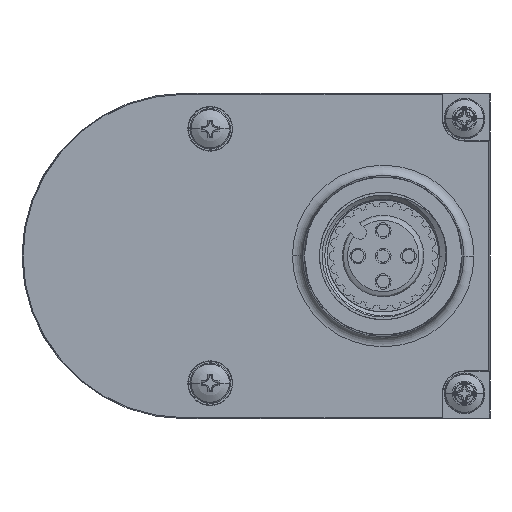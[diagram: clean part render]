
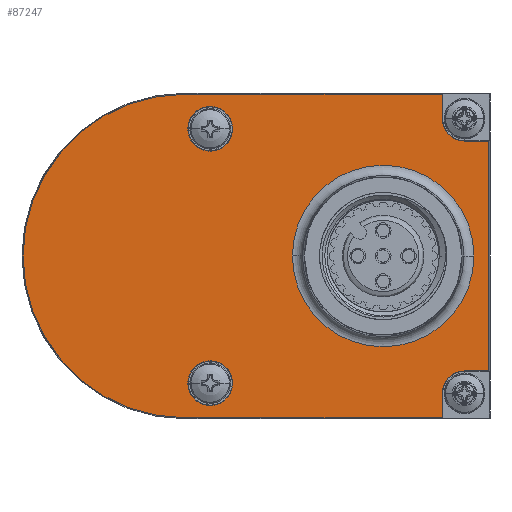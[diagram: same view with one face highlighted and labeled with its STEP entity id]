
A CAD part, left-side view. The second image highlights one B-rep face of the part: STEP entity #87247.
In plain terms, the highlighted planar face has unit normal (-1, 0, 0).
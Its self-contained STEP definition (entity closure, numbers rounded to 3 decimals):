
#15857=CARTESIAN_POINT('',(-290.,30.,0.));
#15858=DIRECTION('',(-1.,0.,0.));
#15859=DIRECTION('',(0.,0.,1.));
#15860=AXIS2_PLACEMENT_3D('',#15857,#15858,#15859);
#15862=DIRECTION('',(0.,1.,0.));
#15863=VECTOR('',#15862,25.3);
#15864=CARTESIAN_POINT('',(-290.,4.7,15.895));
#15865=LINE('',#15864,#15863);
#15866=DIRECTION('',(0.,0.,-1.));
#15867=VECTOR('',#15866,2.395);
#15868=CARTESIAN_POINT('',(-290.,4.7,15.895));
#15869=LINE('',#15868,#15867);
#15870=CARTESIAN_POINT('',(-290.,2.5,13.5));
#15871=DIRECTION('',(-1.,0.,0.));
#15872=DIRECTION('',(0.,1.,0.));
#15873=AXIS2_PLACEMENT_3D('',#15870,#15871,#15872);
#15875=DIRECTION('',(0.,1.,0.));
#15876=VECTOR('',#15875,2.395);
#15877=CARTESIAN_POINT('',(-290.,0.105,11.3));
#15878=LINE('',#15877,#15876);
#15879=DIRECTION('',(0.,0.,1.));
#15880=VECTOR('',#15879,22.6);
#15881=CARTESIAN_POINT('',(-290.,0.105,-11.3));
#15882=LINE('',#15881,#15880);
#15883=DIRECTION('',(0.,1.,0.));
#15884=VECTOR('',#15883,2.395);
#15885=CARTESIAN_POINT('',(-290.,0.105,-11.3));
#15886=LINE('',#15885,#15884);
#15887=CARTESIAN_POINT('',(-290.,2.5,-13.5));
#15888=DIRECTION('',(-1.,0.,0.));
#15889=DIRECTION('',(0.,0.,1.));
#15890=AXIS2_PLACEMENT_3D('',#15887,#15888,#15889);
#15892=DIRECTION('',(0.,0.,1.));
#15893=VECTOR('',#15892,2.395);
#15894=CARTESIAN_POINT('',(-290.,4.7,-15.895));
#15895=LINE('',#15894,#15893);
#15896=DIRECTION('',(0.,1.,0.));
#15897=VECTOR('',#15896,25.3);
#15898=CARTESIAN_POINT('',(-290.,4.7,-15.895));
#15899=LINE('',#15898,#15897);
#15900=CARTESIAN_POINT('',(-290.,27.5,12.5));
#15901=DIRECTION('',(-1.,0.,0.));
#15902=DIRECTION('',(0.,0.,1.));
#15903=AXIS2_PLACEMENT_3D('',#15900,#15901,#15902);
#15905=CARTESIAN_POINT('',(-290.,27.5,12.5));
#15906=DIRECTION('',(-1.,0.,0.));
#15907=DIRECTION('',(0.,0.,-1.));
#15908=AXIS2_PLACEMENT_3D('',#15905,#15906,#15907);
#15910=CARTESIAN_POINT('',(-290.,27.5,-12.5));
#15911=DIRECTION('',(-1.,0.,0.));
#15912=DIRECTION('',(0.,0.,1.));
#15913=AXIS2_PLACEMENT_3D('',#15910,#15911,#15912);
#15915=CARTESIAN_POINT('',(-290.,27.5,-12.5));
#15916=DIRECTION('',(-1.,0.,0.));
#15917=DIRECTION('',(0.,0.,-1.));
#15918=AXIS2_PLACEMENT_3D('',#15915,#15916,#15917);
#15920=CARTESIAN_POINT('',(-290.,10.5,0.));
#15921=DIRECTION('',(-1.,0.,0.));
#15922=DIRECTION('',(0.,1.,0.));
#15923=AXIS2_PLACEMENT_3D('',#15920,#15921,#15922);
#15925=CARTESIAN_POINT('',(-290.,10.5,0.));
#15926=DIRECTION('',(-1.,0.,0.));
#15927=DIRECTION('',(0.,-1.,0.));
#15928=AXIS2_PLACEMENT_3D('',#15925,#15926,#15927);
#76607=CARTESIAN_POINT('',(-290.,30.,15.895));
#76608=CARTESIAN_POINT('',(-290.,30.,-15.895));
#76609=VERTEX_POINT('',#76607);
#76610=VERTEX_POINT('',#76608);
#76619=CARTESIAN_POINT('',(-290.,27.5,14.7));
#76620=CARTESIAN_POINT('',(-290.,27.5,10.3));
#76621=VERTEX_POINT('',#76619);
#76622=VERTEX_POINT('',#76620);
#76623=CARTESIAN_POINT('',(-290.,27.5,-10.3));
#76624=CARTESIAN_POINT('',(-290.,27.5,-14.7));
#76625=VERTEX_POINT('',#76623);
#76626=VERTEX_POINT('',#76624);
#76681=CARTESIAN_POINT('',(-290.,19.425,0.));
#76682=CARTESIAN_POINT('',(-290.,1.575,0.));
#76683=VERTEX_POINT('',#76681);
#76684=VERTEX_POINT('',#76682);
#76705=CARTESIAN_POINT('',(-290.,4.7,13.5));
#76706=CARTESIAN_POINT('',(-290.,2.5,11.3));
#76707=VERTEX_POINT('',#76705);
#76708=VERTEX_POINT('',#76706);
#76709=CARTESIAN_POINT('',(-290.,2.5,-11.3));
#76710=CARTESIAN_POINT('',(-290.,4.7,-13.5));
#76711=VERTEX_POINT('',#76709);
#76712=VERTEX_POINT('',#76710);
#76713=CARTESIAN_POINT('',(-290.,4.7,15.895));
#76714=VERTEX_POINT('',#76713);
#76715=CARTESIAN_POINT('',(-290.,0.105,11.3));
#76716=VERTEX_POINT('',#76715);
#76717=CARTESIAN_POINT('',(-290.,0.105,-11.3));
#76718=VERTEX_POINT('',#76717);
#76719=CARTESIAN_POINT('',(-290.,4.7,-15.895));
#76720=VERTEX_POINT('',#76719);
#87205=CARTESIAN_POINT('',(-290.,30.,0.));
#87206=DIRECTION('',(-1.,0.,0.));
#87207=DIRECTION('',(0.,0.,1.));
#87208=AXIS2_PLACEMENT_3D('',#87205,#87206,#87207);
#87209=PLANE('',#87208);
#87210=ORIENTED_EDGE('',*,*,#87198,.F.);
#87211=ORIENTED_EDGE('',*,*,#86857,.F.);
#87213=ORIENTED_EDGE('',*,*,#87212,.T.);
#87215=ORIENTED_EDGE('',*,*,#87214,.T.);
#87217=ORIENTED_EDGE('',*,*,#87216,.F.);
#87218=ORIENTED_EDGE('',*,*,#86728,.F.);
#87220=ORIENTED_EDGE('',*,*,#87219,.T.);
#87222=ORIENTED_EDGE('',*,*,#87221,.T.);
#87224=ORIENTED_EDGE('',*,*,#87223,.F.);
#87226=ORIENTED_EDGE('',*,*,#87225,.T.);
#87227=EDGE_LOOP('',(#87210,#87211,#87213,#87215,#87217,#87218,#87220,#87222,
#87224,#87226));
#87228=FACE_OUTER_BOUND('',#87227,.F.);
#87230=ORIENTED_EDGE('',*,*,#87229,.T.);
#87232=ORIENTED_EDGE('',*,*,#87231,.T.);
#87233=EDGE_LOOP('',(#87230,#87232));
#87234=FACE_BOUND('',#87233,.F.);
#87236=ORIENTED_EDGE('',*,*,#87235,.T.);
#87238=ORIENTED_EDGE('',*,*,#87237,.T.);
#87239=EDGE_LOOP('',(#87236,#87238));
#87240=FACE_BOUND('',#87239,.F.);
#87242=ORIENTED_EDGE('',*,*,#87241,.T.);
#87244=ORIENTED_EDGE('',*,*,#87243,.T.);
#87245=EDGE_LOOP('',(#87242,#87244));
#87246=FACE_BOUND('',#87245,.F.);
#87247=ADVANCED_FACE('',(#87228,#87234,#87240,#87246),#87209,.T.);
#15861=CIRCLE('',#15860,15.895);
#15874=CIRCLE('',#15873,2.2);
#15891=CIRCLE('',#15890,2.2);
#15904=CIRCLE('',#15903,2.2);
#15909=CIRCLE('',#15908,2.2);
#15914=CIRCLE('',#15913,2.2);
#15919=CIRCLE('',#15918,2.2);
#15924=CIRCLE('',#15923,8.925);
#15929=CIRCLE('',#15928,8.925);
#86728=EDGE_CURVE('',#76718,#76716,#15882,.T.);
#86857=EDGE_CURVE('',#76714,#76609,#15865,.T.);
#87198=EDGE_CURVE('',#76609,#76610,#15861,.T.);
#87212=EDGE_CURVE('',#76714,#76707,#15869,.T.);
#87214=EDGE_CURVE('',#76707,#76708,#15874,.T.);
#87216=EDGE_CURVE('',#76716,#76708,#15878,.T.);
#87219=EDGE_CURVE('',#76718,#76711,#15886,.T.);
#87221=EDGE_CURVE('',#76711,#76712,#15891,.T.);
#87223=EDGE_CURVE('',#76720,#76712,#15895,.T.);
#87225=EDGE_CURVE('',#76720,#76610,#15899,.T.);
#87229=EDGE_CURVE('',#76621,#76622,#15904,.T.);
#87231=EDGE_CURVE('',#76622,#76621,#15909,.T.);
#87235=EDGE_CURVE('',#76625,#76626,#15914,.T.);
#87237=EDGE_CURVE('',#76626,#76625,#15919,.T.);
#87241=EDGE_CURVE('',#76683,#76684,#15924,.T.);
#87243=EDGE_CURVE('',#76684,#76683,#15929,.T.);
